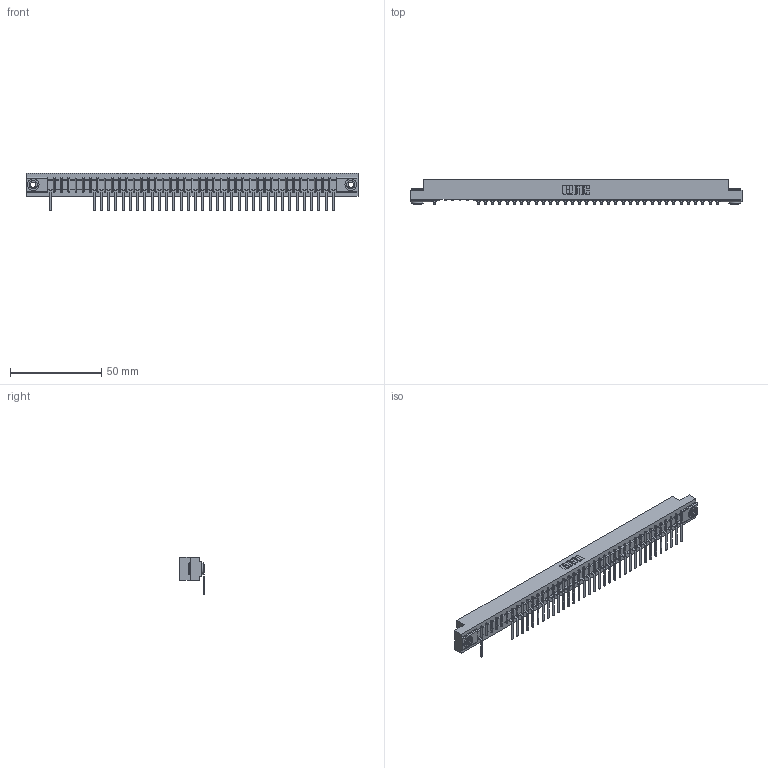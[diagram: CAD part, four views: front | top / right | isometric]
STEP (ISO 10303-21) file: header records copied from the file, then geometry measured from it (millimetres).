
FILE_DESCRIPTION (( 'STEP AP203' ), '1' );
FILE_NAME ('357-040-557-103.STEP', '2018-08-11T05:36:42', ( '' ), ( '' ), 'SwSTEP 2.0', 'SolidWorks 2016', '' );
FILE_SCHEMA (( 'CONFIG_CONTROL_DESIGN' ));
Length unit declared in the file: inch
Products named in the file (4): 307 Part_.156 Dia Mounting Holes; 307-290-002_557; 345-250-002_345-250-002-102; 357-040-557-103
Assembly tree (38 placements, depth 2):
  357-040-557-103
    307 Part_.156 Dia Mounting Holes
    307-290-002_557  x35
    345-250-002_345-250-002-102  x2
Bounding box: 181.51 x 13.36 x 20.66 mm (x, y, z)
Volume: 19359.8 mm3; surface area: 24234.8 mm2
Topology: 38 solids, 38 shells, 3041 faces, 9295 edges, 6082 vertices
Faces by surface type: plane 1799, cylinder 1152, sphere 82, cone 8
Entity records: 36297 total; most frequent: CARTESIAN_POINT 6124, ORIENTED_EDGE 6110, DIRECTION 5961, EDGE_CURVE 3055, VECTOR 2331, LINE 2331, VERTEX_POINT 1978, AXIS2_PLACEMENT_3D 1815
